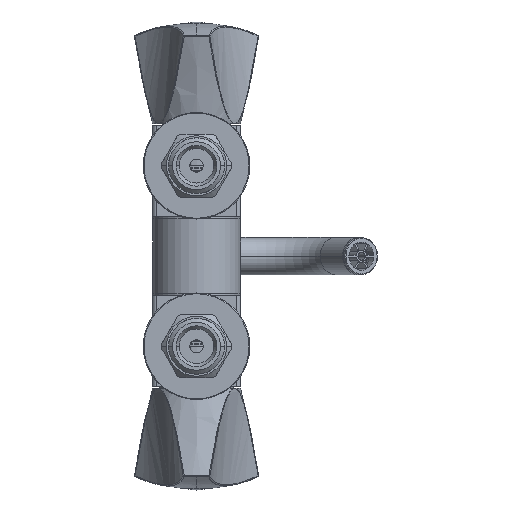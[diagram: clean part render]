
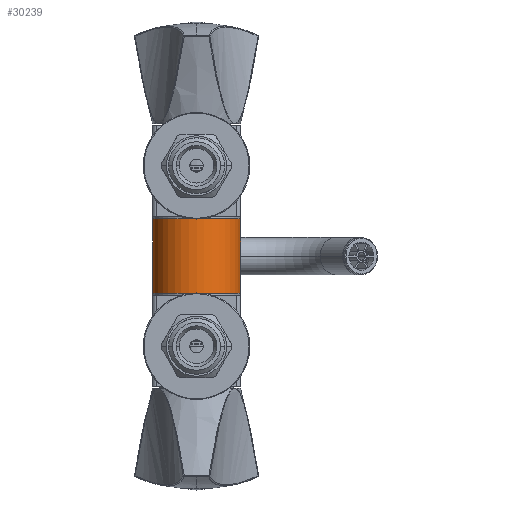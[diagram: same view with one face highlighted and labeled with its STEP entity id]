
A CAD part, front view. The second image highlights one B-rep face of the part: STEP entity #30239.
In plain terms, the highlighted cylindrical face has radius 16.5 mm (diameter 33 mm), a partial arc.
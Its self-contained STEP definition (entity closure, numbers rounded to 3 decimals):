
#29549=CARTESIAN_POINT('',(0.,0.,-14.));
#29550=DIRECTION('',(0.,0.,1.));
#29551=DIRECTION('',(-1.,0.,0.));
#29552=AXIS2_PLACEMENT_3D('',#29549,#29550,#29551);
#29564=DIRECTION('',(0.,0.,1.));
#29565=VECTOR('',#29564,28.);
#29566=CARTESIAN_POINT('',(16.5,0.,-14.));
#29567=LINE('',#29566,#29565);
#29656=DIRECTION('',(0.,0.,1.));
#29657=VECTOR('',#29656,28.);
#29658=CARTESIAN_POINT('',(-16.5,0.,-14.));
#29659=LINE('',#29658,#29657);
#29665=CARTESIAN_POINT('',(0.,0.,14.));
#29666=DIRECTION('',(0.,0.,1.));
#29667=DIRECTION('',(-1.,0.,0.));
#29668=AXIS2_PLACEMENT_3D('',#29665,#29666,#29667);
#30106=CARTESIAN_POINT('',(16.5,0.,-14.));
#30107=CARTESIAN_POINT('',(-16.5,0.,-14.));
#30108=VERTEX_POINT('',#30106);
#30109=VERTEX_POINT('',#30107);
#30110=CARTESIAN_POINT('',(16.5,0.,14.));
#30111=CARTESIAN_POINT('',(-16.5,0.,14.));
#30112=VERTEX_POINT('',#30110);
#30113=VERTEX_POINT('',#30111);
#30227=CARTESIAN_POINT('',(0.,0.,-14.));
#30228=DIRECTION('',(0.,0.,1.));
#30229=DIRECTION('',(1.,0.,0.));
#30230=AXIS2_PLACEMENT_3D('',#30227,#30228,#30229);
#30231=CYLINDRICAL_SURFACE('',#30230,16.5);
#30232=ORIENTED_EDGE('',*,*,#30195,.F.);
#30233=ORIENTED_EDGE('',*,*,#30216,.T.);
#30235=ORIENTED_EDGE('',*,*,#30234,.T.);
#30236=ORIENTED_EDGE('',*,*,#30212,.F.);
#30237=EDGE_LOOP('',(#30232,#30233,#30235,#30236));
#30238=FACE_OUTER_BOUND('',#30237,.F.);
#30239=ADVANCED_FACE('',(#30238),#30231,.T.);
#29553=CIRCLE('',#29552,16.5);
#29669=CIRCLE('',#29668,16.5);
#30195=EDGE_CURVE('',#30109,#30108,#29553,.T.);
#30212=EDGE_CURVE('',#30108,#30112,#29567,.T.);
#30216=EDGE_CURVE('',#30109,#30113,#29659,.T.);
#30234=EDGE_CURVE('',#30113,#30112,#29669,.T.);
